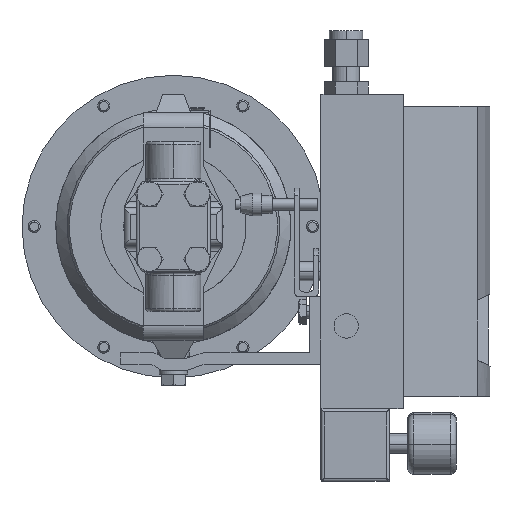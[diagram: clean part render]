
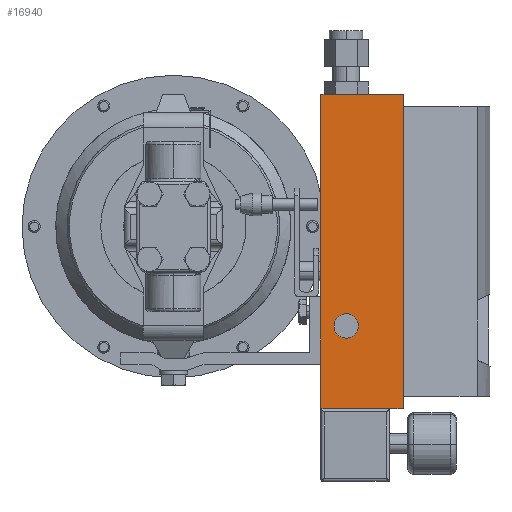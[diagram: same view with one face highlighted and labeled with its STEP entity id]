
A CAD part, front view. The second image highlights one B-rep face of the part: STEP entity #16940.
In plain terms, the highlighted planar face has unit normal (0, -1, 0).
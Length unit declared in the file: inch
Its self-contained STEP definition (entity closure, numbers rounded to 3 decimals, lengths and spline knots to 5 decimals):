
#897 = VECTOR ( 'NONE', #4572, 39.37008 ) ;
#940 = EDGE_CURVE ( 'NONE', #5726, #23601, #16334, .T. ) ;
#991 = VECTOR ( 'NONE', #28061, 39.37008 ) ;
#1006 = DIRECTION ( 'NONE',  ( 0., -1., 0. ) ) ;
#1674 = CARTESIAN_POINT ( 'NONE',  ( 6.0124, 6.11554, -0.8289 ) ) ;
#1786 = LINE ( 'NONE', #24229, #897 ) ;
#1827 = DIRECTION ( 'NONE',  ( 0., 1., 0. ) ) ;
#3166 = FACE_OUTER_BOUND ( 'NONE', #9885, .T. ) ;
#3307 = ORIENTED_EDGE ( 'NONE', *, *, #24264, .T. ) ;
#3495 = CARTESIAN_POINT ( 'NONE',  ( 5.72983, 6.11554, -1.0789 ) ) ;
#3956 = CARTESIAN_POINT ( 'NONE',  ( 6.0124, 6.11554, 5.4211 ) ) ;
#4119 = LINE ( 'NONE', #3956, #19984 ) ;
#4572 = DIRECTION ( 'NONE',  ( 0., 0., -1. ) ) ;
#4652 = DIRECTION ( 'NONE',  ( 1., 0., 0. ) ) ;
#4669 = EDGE_CURVE ( 'NONE', #20985, #18123, #30108, .T. ) ;
#4826 = EDGE_CURVE ( 'NONE', #13106, #20985, #4119, .T. ) ;
#4925 = VECTOR ( 'NONE', #23549, 39.37008 ) ;
#5726 = VERTEX_POINT ( 'NONE', #7086 ) ;
#5772 = VECTOR ( 'NONE', #19644, 39.37008 ) ;
#6359 = VERTEX_POINT ( 'NONE', #33304 ) ;
#6866 = AXIS2_PLACEMENT_3D ( 'NONE', #36028, #16343, #13541 ) ;
#7086 = CARTESIAN_POINT ( 'NONE',  ( 4.31243, 6.11554, 5.4211 ) ) ;
#7096 = DIRECTION ( 'NONE',  ( 0., 0., -1. ) ) ;
#7535 = VERTEX_POINT ( 'NONE', #36094 ) ;
#8006 = VECTOR ( 'NONE', #7096, 39.37008 ) ;
#8077 = CIRCLE ( 'NONE', #6866, 0.25157 ) ;
#8873 = LINE ( 'NONE', #12740, #8006 ) ;
#9396 = EDGE_CURVE ( 'NONE', #5726, #13106, #35351, .T. ) ;
#9885 = EDGE_LOOP ( 'NONE', ( #27405, #3307, #13556, #29666, #28826, #25033, #16819, #29732, #19853 ) ) ;
#10464 = VERTEX_POINT ( 'NONE', #3495 ) ;
#11084 = EDGE_CURVE ( 'NONE', #6359, #7535, #8077, .T. ) ;
#11467 = CARTESIAN_POINT ( 'NONE',  ( 4.31243, 6.11554, -1.0789 ) ) ;
#11660 = CIRCLE ( 'NONE', #30795, 0.25157 ) ;
#12740 = CARTESIAN_POINT ( 'NONE',  ( 4.31243, 6.11554, -0.8289 ) ) ;
#13106 = VERTEX_POINT ( 'NONE', #20476 ) ;
#13541 = DIRECTION ( 'NONE',  ( -1., 0., 0. ) ) ;
#13556 = ORIENTED_EDGE ( 'NONE', *, *, #20717, .F. ) ;
#13627 = CARTESIAN_POINT ( 'NONE',  ( 6.0124, 6.11554, -0.8289 ) ) ;
#14075 = DIRECTION ( 'NONE',  ( 1., 0., 0. ) ) ;
#14450 = LINE ( 'NONE', #17613, #29403 ) ;
#14650 = PLANE ( 'NONE',  #17775 ) ;
#14669 = VERTEX_POINT ( 'NONE', #36048 ) ;
#15838 = ORIENTED_EDGE ( 'NONE', *, *, #18189, .F. ) ;
#16334 = LINE ( 'NONE', #16784, #5772 ) ;
#16343 = DIRECTION ( 'NONE',  ( 0., -1., 0. ) ) ;
#16784 = CARTESIAN_POINT ( 'NONE',  ( 4.31243, 6.11554, -0.8289 ) ) ;
#16819 = ORIENTED_EDGE ( 'NONE', *, *, #940, .T. ) ;
#16940 = ADVANCED_FACE ( 'NONE', ( #3166, #34438 ), #14650, .F. ) ;
#17265 = EDGE_LOOP ( 'NONE', ( #20052, #15838 ) ) ;
#17613 = CARTESIAN_POINT ( 'NONE',  ( 7.31844, 6.11554, -1.0789 ) ) ;
#17775 = AXIS2_PLACEMENT_3D ( 'NONE', #21531, #1827, #18717 ) ;
#17877 = DIRECTION ( 'NONE',  ( -1., 0., 0. ) ) ;
#17971 = DIRECTION ( 'NONE',  ( 0., 0., -1. ) ) ;
#18123 = VERTEX_POINT ( 'NONE', #13627 ) ;
#18189 = EDGE_CURVE ( 'NONE', #7535, #6359, #11660, .T. ) ;
#18717 = DIRECTION ( 'NONE',  ( -1., 0., 0. ) ) ;
#19644 = DIRECTION ( 'NONE',  ( 0., 0., -1. ) ) ;
#19653 = CARTESIAN_POINT ( 'NONE',  ( 6.0124, 6.11554, 5.1711 ) ) ;
#19853 = ORIENTED_EDGE ( 'NONE', *, *, #21168, .T. ) ;
#19984 = VECTOR ( 'NONE', #17971, 39.37008 ) ;
#20052 = ORIENTED_EDGE ( 'NONE', *, *, #11084, .F. ) ;
#20307 = EDGE_CURVE ( 'NONE', #23601, #21778, #8873, .T. ) ;
#20476 = CARTESIAN_POINT ( 'NONE',  ( 6.0124, 6.11554, 5.4211 ) ) ;
#20697 = CARTESIAN_POINT ( 'NONE',  ( 4.83351, 6.11554, 0.63284 ) ) ;
#20717 = EDGE_CURVE ( 'NONE', #18123, #14669, #34812, .T. ) ;
#20985 = VERTEX_POINT ( 'NONE', #35328 ) ;
#21168 = EDGE_CURVE ( 'NONE', #21778, #25886, #1786, .T. ) ;
#21531 = CARTESIAN_POINT ( 'NONE',  ( 4.31243, 6.11554, -0.8289 ) ) ;
#21778 = VERTEX_POINT ( 'NONE', #35598 ) ;
#21884 = CARTESIAN_POINT ( 'NONE',  ( 4.31243, 6.11554, -1.0789 ) ) ;
#23549 = DIRECTION ( 'NONE',  ( 0., 0., -1. ) ) ;
#23601 = VERTEX_POINT ( 'NONE', #30771 ) ;
#24229 = CARTESIAN_POINT ( 'NONE',  ( 4.31243, 6.11554, -0.8289 ) ) ;
#24264 = EDGE_CURVE ( 'NONE', #10464, #14669, #28257, .T. ) ;
#25033 = ORIENTED_EDGE ( 'NONE', *, *, #9396, .F. ) ;
#25886 = VERTEX_POINT ( 'NONE', #11467 ) ;
#27367 = VECTOR ( 'NONE', #4652, 39.37008 ) ;
#27405 = ORIENTED_EDGE ( 'NONE', *, *, #30807, .T. ) ;
#28061 = DIRECTION ( 'NONE',  ( 0., 0., -1. ) ) ;
#28163 = VECTOR ( 'NONE', #14075, 39.37008 ) ;
#28257 = LINE ( 'NONE', #21884, #27367 ) ;
#28519 = DIRECTION ( 'NONE',  ( 1., 0., 0. ) ) ;
#28826 = ORIENTED_EDGE ( 'NONE', *, *, #4826, .F. ) ;
#29403 = VECTOR ( 'NONE', #28519, 39.37008 ) ;
#29666 = ORIENTED_EDGE ( 'NONE', *, *, #4669, .F. ) ;
#29732 = ORIENTED_EDGE ( 'NONE', *, *, #20307, .T. ) ;
#30108 = LINE ( 'NONE', #19653, #991 ) ;
#30771 = CARTESIAN_POINT ( 'NONE',  ( 4.31243, 6.11554, 1.2411 ) ) ;
#30795 = AXIS2_PLACEMENT_3D ( 'NONE', #20697, #1006, #17877 ) ;
#30807 = EDGE_CURVE ( 'NONE', #25886, #10464, #14450, .T. ) ;
#33304 = CARTESIAN_POINT ( 'NONE',  ( 4.58193, 6.11554, 0.63284 ) ) ;
#33745 = CARTESIAN_POINT ( 'NONE',  ( 4.31243, 6.11554, 5.4211 ) ) ;
#34438 = FACE_BOUND ( 'NONE', #17265, .T. ) ;
#34812 = LINE ( 'NONE', #1674, #4925 ) ;
#35328 = CARTESIAN_POINT ( 'NONE',  ( 6.0124, 6.11554, 5.1711 ) ) ;
#35351 = LINE ( 'NONE', #33745, #28163 ) ;
#35598 = CARTESIAN_POINT ( 'NONE',  ( 4.31243, 6.11554, -0.1589 ) ) ;
#36028 = CARTESIAN_POINT ( 'NONE',  ( 4.83351, 6.11554, 0.63284 ) ) ;
#36048 = CARTESIAN_POINT ( 'NONE',  ( 6.0124, 6.11554, -1.0789 ) ) ;
#36094 = CARTESIAN_POINT ( 'NONE',  ( 5.08508, 6.11554, 0.63284 ) ) ;
